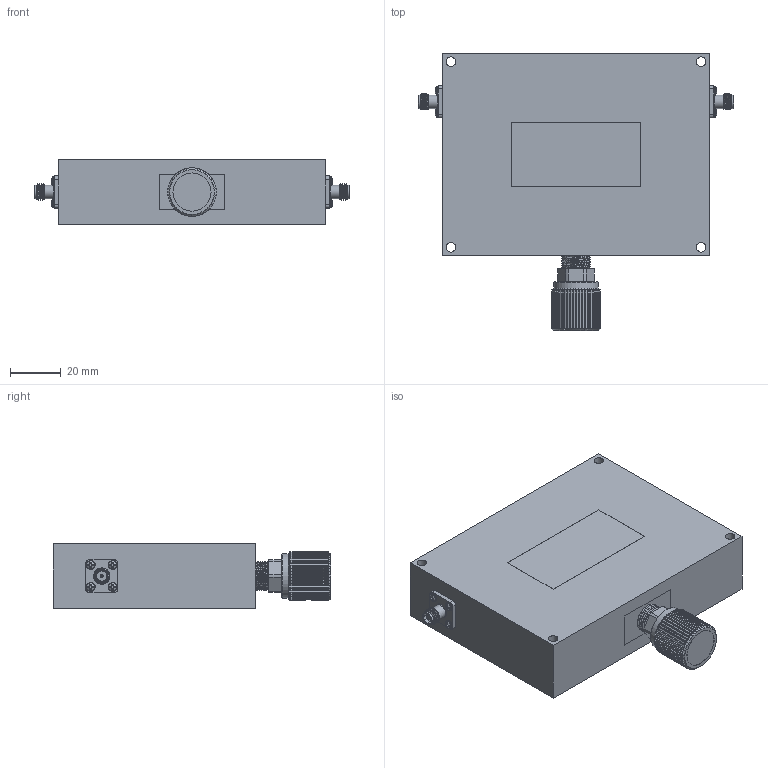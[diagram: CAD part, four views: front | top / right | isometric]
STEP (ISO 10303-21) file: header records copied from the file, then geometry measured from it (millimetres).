
FILE_DESCRIPTION (( 'STEP AP203' ), '1' );
FILE_NAME ('SA4086_3D.step', '2020-06-08T21:41:22', ( '' ), ( '' ), 'SwSTEP 2.0', 'SolidWorks 2018', '' );
FILE_SCHEMA (( 'CONFIG_CONTROL_DESIGN' ));
Length unit declared in the file: inch
Products named in the file (1): SA4086_3D
Bounding box: 123.95 x 108.97 x 25.45 mm (x, y, z)
Volume: 217979.3 mm3; surface area: 30660 mm2
Topology: 1 solids, 9 shells, 519 faces, 1378 edges, 915 vertices
Faces by surface type: plane 307, cylinder 112, bspline 51, cone 47, torus 2
Full cylindrical faces by diameter (mm): 0.914 x2, 1.016 x2, 1.168 x2, 2.578 x8, 3.454 x8, 3.81 x5, 4.521 x2, 5.334 x4, 14.986 x1, 17.526 x1
Entity records: 30532 total; most frequent: CARTESIAN_POINT 18863, ORIENTED_EDGE 2618, DIRECTION 1997, EDGE_CURVE 1309, VERTEX_POINT 902, AXIS2_PLACEMENT_3D 762, EDGE_LOOP 637, FACE_OUTER_BOUND 564
